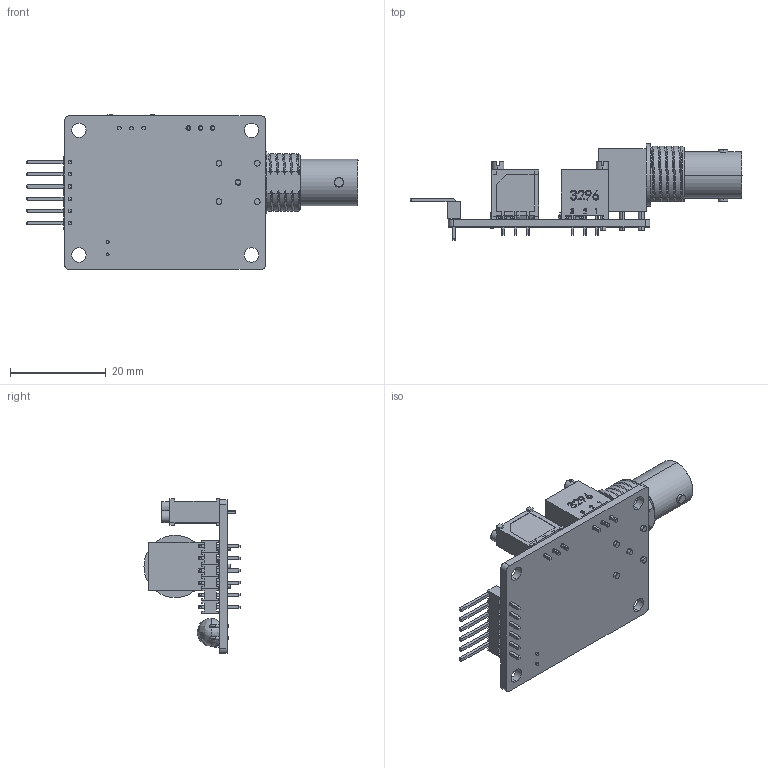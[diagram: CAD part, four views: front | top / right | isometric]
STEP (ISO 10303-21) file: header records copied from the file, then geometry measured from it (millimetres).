
FILE_DESCRIPTION (( 'STEP AP214' ), '1' );
FILE_NAME ('PH-4502C.STEP', '2022-01-17T15:27:30', ( '' ), ( '' ), 'SwSTEP 2.0', 'SolidWorks 2019', '' );
FILE_SCHEMA (( 'AUTOMOTIVE_DESIGN' ));
Length unit declared in the file: millimetre
Products named in the file (7): BNC_90; PH-4502C; pin_header_6; Board_ph; S08.stp; Trimpot multivoltas_Valor predeterminado; ptc
Assembly tree (9 placements, depth 2):
  PH-4502C
    Board_ph
    BNC_90
    Trimpot multivoltas_Valor predeterminado  x2
    pin_header_6
    S08.stp  x3
    ptc
Bounding box: 69.21 x 20.03 x 32.26 mm (x, y, z)
Volume: 5903 mm3; surface area: 7353.5 mm2
Topology: 32 solids, 32 shells, 1159 faces, 3015 edges, 1972 vertices
Faces by surface type: plane 770, cylinder 222, bspline 130, cone 25, torus 12
Entity records: 33970 total; most frequent: CARTESIAN_POINT 11133, ORIENTED_EDGE 3690, DIRECTION 3333, EDGE_CURVE 1845, VECTOR 1337, LINE 1337, VERTEX_POINT 1201, AXIS2_PLACEMENT_3D 998
